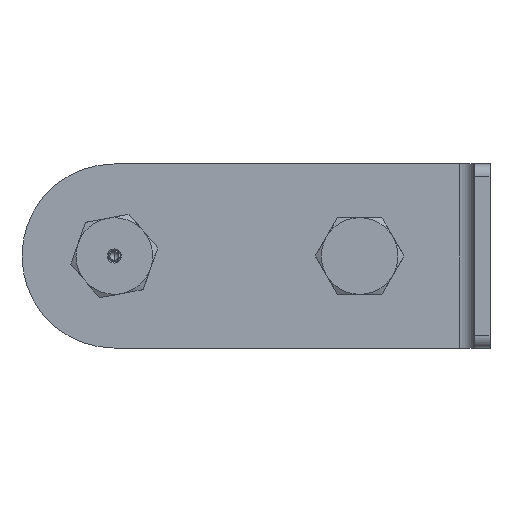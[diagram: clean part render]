
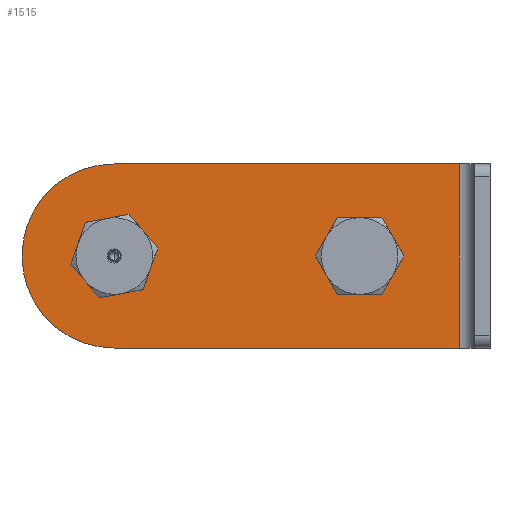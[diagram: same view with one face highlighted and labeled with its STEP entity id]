
A CAD part, left-side view. The second image highlights one B-rep face of the part: STEP entity #1515.
In plain terms, the highlighted planar face has unit normal (-1, 0, 0).
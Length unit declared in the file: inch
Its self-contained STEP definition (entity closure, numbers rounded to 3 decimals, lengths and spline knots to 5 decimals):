
#17 = DIRECTION ( 'NONE',  ( 0., 1., 0. ) ) ;
#34 = DIRECTION ( 'NONE',  ( 1., 0., 0. ) ) ;
#108 = CARTESIAN_POINT ( 'NONE',  ( -10.75, -4., 0. ) ) ;
#150 = AXIS2_PLACEMENT_3D ( 'NONE', #1842, #34, #1146 ) ;
#166 = DIRECTION ( 'NONE',  ( -1., 0., 0. ) ) ;
#241 = ORIENTED_EDGE ( 'NONE', *, *, #9066, .F. ) ;
#642 = EDGE_CURVE ( 'NONE', #7898, #10565, #8506, .T. ) ;
#701 = CIRCLE ( 'NONE', #1469, 0.45312 ) ;
#748 = EDGE_CURVE ( 'NONE', #6261, #1496, #9615, .T. ) ;
#1146 = DIRECTION ( 'NONE',  ( 0., 0., 1. ) ) ;
#1235 = CARTESIAN_POINT ( 'NONE',  ( -10.75, 0., -0.45312 ) ) ;
#1263 = CARTESIAN_POINT ( 'NONE',  ( -10.75, -4., 0.45313 ) ) ;
#1320 = DIRECTION ( 'NONE',  ( 0., 1., 0. ) ) ;
#1469 = AXIS2_PLACEMENT_3D ( 'NONE', #11001, #2127, #4846 ) ;
#1496 = VERTEX_POINT ( 'NONE', #6743 ) ;
#1515 = ADVANCED_FACE ( 'NONE', ( #7860, #6988, #6437 ), #6371, .F. ) ;
#1644 = AXIS2_PLACEMENT_3D ( 'NONE', #6121, #6060, #4391 ) ;
#1771 = CARTESIAN_POINT ( 'NONE',  ( -10.75, -5.625, 1.5 ) ) ;
#1820 = LINE ( 'NONE', #4485, #6368 ) ;
#1842 = CARTESIAN_POINT ( 'NONE',  ( -10.75, 0.005, 0. ) ) ;
#1874 = EDGE_CURVE ( 'NONE', #6485, #2521, #701, .T. ) ;
#2019 = VERTEX_POINT ( 'NONE', #7237 ) ;
#2127 = DIRECTION ( 'NONE',  ( -1., 0., 0. ) ) ;
#2271 = ORIENTED_EDGE ( 'NONE', *, *, #642, .F. ) ;
#2521 = VERTEX_POINT ( 'NONE', #1235 ) ;
#3041 = ORIENTED_EDGE ( 'NONE', *, *, #8773, .T. ) ;
#3648 = EDGE_LOOP ( 'NONE', ( #3041, #4336, #7837, #5036 ) ) ;
#3842 = CARTESIAN_POINT ( 'NONE',  ( -10.75, -4., -0.45312 ) ) ;
#4324 = ORIENTED_EDGE ( 'NONE', *, *, #1874, .F. ) ;
#4336 = ORIENTED_EDGE ( 'NONE', *, *, #748, .F. ) ;
#4370 = DIRECTION ( 'NONE',  ( 1., 0., 0. ) ) ;
#4391 = DIRECTION ( 'NONE',  ( 0., 0., 1. ) ) ;
#4485 = CARTESIAN_POINT ( 'NONE',  ( -10.75, -5.625, -1.5 ) ) ;
#4579 = CARTESIAN_POINT ( 'NONE',  ( -10.75, 0.005, -1.5 ) ) ;
#4586 = DIRECTION ( 'NONE',  ( 0., 0., -1. ) ) ;
#4846 = DIRECTION ( 'NONE',  ( 0., 0., 1. ) ) ;
#5036 = ORIENTED_EDGE ( 'NONE', *, *, #7748, .T. ) ;
#5316 = LINE ( 'NONE', #1771, #9974 ) ;
#5664 = LINE ( 'NONE', #6595, #9101 ) ;
#6060 = DIRECTION ( 'NONE',  ( -1., 0., 0. ) ) ;
#6121 = CARTESIAN_POINT ( 'NONE',  ( -10.75, -4., 0. ) ) ;
#6209 = DIRECTION ( 'NONE',  ( 0., 0., 1. ) ) ;
#6261 = VERTEX_POINT ( 'NONE', #4579 ) ;
#6368 = VECTOR ( 'NONE', #8685, 39.37008 ) ;
#6371 = PLANE ( 'NONE',  #8165 ) ;
#6437 = FACE_OUTER_BOUND ( 'NONE', #3648, .T. ) ;
#6485 = VERTEX_POINT ( 'NONE', #9940 ) ;
#6595 = CARTESIAN_POINT ( 'NONE',  ( -10.75, -5.625, -1.5 ) ) ;
#6743 = CARTESIAN_POINT ( 'NONE',  ( -10.75, 0.005, 1.5 ) ) ;
#6929 = EDGE_LOOP ( 'NONE', ( #11523, #2271 ) ) ;
#6988 = FACE_BOUND ( 'NONE', #8022, .T. ) ;
#7237 = CARTESIAN_POINT ( 'NONE',  ( -10.75, -5.625, -1.5 ) ) ;
#7748 = EDGE_CURVE ( 'NONE', #2019, #8915, #1820, .T. ) ;
#7837 = ORIENTED_EDGE ( 'NONE', *, *, #10642, .F. ) ;
#7860 = FACE_BOUND ( 'NONE', #6929, .T. ) ;
#7898 = VERTEX_POINT ( 'NONE', #3842 ) ;
#8022 = EDGE_LOOP ( 'NONE', ( #4324, #241 ) ) ;
#8165 = AXIS2_PLACEMENT_3D ( 'NONE', #8808, #4370, #4586 ) ;
#8506 = CIRCLE ( 'NONE', #1644, 0.45312 ) ;
#8685 = DIRECTION ( 'NONE',  ( 0., 0., 1. ) ) ;
#8757 = CIRCLE ( 'NONE', #9491, 0.45312 ) ;
#8773 = EDGE_CURVE ( 'NONE', #8915, #1496, #5316, .T. ) ;
#8808 = CARTESIAN_POINT ( 'NONE',  ( -10.75, -5.625, -1.5 ) ) ;
#8915 = VERTEX_POINT ( 'NONE', #10977 ) ;
#8919 = DIRECTION ( 'NONE',  ( -1., 0., 0. ) ) ;
#8970 = CARTESIAN_POINT ( 'NONE',  ( -10.75, 0., 0. ) ) ;
#9066 = EDGE_CURVE ( 'NONE', #2521, #6485, #9231, .T. ) ;
#9101 = VECTOR ( 'NONE', #1320, 39.37008 ) ;
#9231 = CIRCLE ( 'NONE', #10558, 0.45312 ) ;
#9491 = AXIS2_PLACEMENT_3D ( 'NONE', #108, #166, #10830 ) ;
#9615 = CIRCLE ( 'NONE', #150, 1.5 ) ;
#9940 = CARTESIAN_POINT ( 'NONE',  ( -10.75, 0., 0.45313 ) ) ;
#9974 = VECTOR ( 'NONE', #17, 39.37008 ) ;
#10558 = AXIS2_PLACEMENT_3D ( 'NONE', #8970, #8919, #6209 ) ;
#10565 = VERTEX_POINT ( 'NONE', #1263 ) ;
#10642 = EDGE_CURVE ( 'NONE', #2019, #6261, #5664, .T. ) ;
#10830 = DIRECTION ( 'NONE',  ( 0., 0., 1. ) ) ;
#10977 = CARTESIAN_POINT ( 'NONE',  ( -10.75, -5.625, 1.5 ) ) ;
#11001 = CARTESIAN_POINT ( 'NONE',  ( -10.75, 0., 0. ) ) ;
#11492 = EDGE_CURVE ( 'NONE', #10565, #7898, #8757, .T. ) ;
#11523 = ORIENTED_EDGE ( 'NONE', *, *, #11492, .F. ) ;
